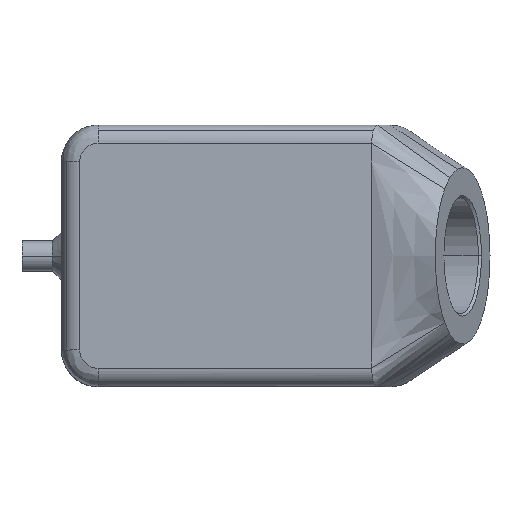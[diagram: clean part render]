
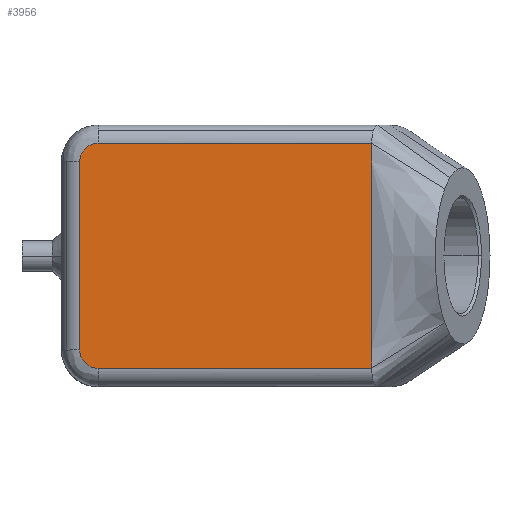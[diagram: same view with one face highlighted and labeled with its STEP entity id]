
A CAD part, top view. The second image highlights one B-rep face of the part: STEP entity #3956.
In plain terms, the highlighted planar face has unit normal (0, 0, 1).
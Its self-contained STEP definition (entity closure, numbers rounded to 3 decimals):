
#2593=CARTESIAN_POINT('',(-27.,-15.5,47.));
#2594=VERTEX_POINT('',#2593);
#2602=CARTESIAN_POINT('',(-27.,15.5,47.));
#2603=VERTEX_POINT('',#2602);
#2604=CARTESIAN_POINT('',(-27.,-15.5,47.));
#2605=DIRECTION('',(0.0,1.0,0.0));
#2606=VECTOR('',#2605,31.);
#2607=LINE('',#2604,#2606);
#2608=EDGE_CURVE('',#2594,#2603,#2607,.T.);
#3307=CARTESIAN_POINT('',(21.,18.5,47.));
#3308=VERTEX_POINT('',#3307);
#3376=CARTESIAN_POINT('',(21.,15.41,47.));
#3377=VERTEX_POINT('',#3376);
#3378=CARTESIAN_POINT('',(21.,15.41,47.));
#3379=DIRECTION('',(0.0,1.0,0.0));
#3380=VECTOR('',#3379,3.09);
#3381=LINE('',#3378,#3380);
#3382=EDGE_CURVE('',#3377,#3308,#3381,.T.);
#3384=CARTESIAN_POINT('',(21.,-15.41,47.));
#3385=VERTEX_POINT('',#3384);
#3386=CARTESIAN_POINT('',(21.,-15.41,47.));
#3387=DIRECTION('',(0.0,1.0,0.0));
#3388=VECTOR('',#3387,30.82);
#3389=LINE('',#3386,#3388);
#3390=EDGE_CURVE('',#3385,#3377,#3389,.T.);
#3392=CARTESIAN_POINT('',(21.,-18.5,47.));
#3393=VERTEX_POINT('',#3392);
#3394=CARTESIAN_POINT('',(21.,-18.5,47.));
#3395=DIRECTION('',(0.0,1.0,0.0));
#3396=VECTOR('',#3395,3.09);
#3397=LINE('',#3394,#3396);
#3398=EDGE_CURVE('',#3393,#3385,#3397,.T.);
#3715=CARTESIAN_POINT('',(-24.,-18.5,47.));
#3716=VERTEX_POINT('',#3715);
#3717=CARTESIAN_POINT('',(21.,-18.5,47.));
#3718=DIRECTION('',(-1.0,0.0,0.0));
#3719=VECTOR('',#3718,45.0);
#3720=LINE('',#3717,#3719);
#3721=EDGE_CURVE('',#3393,#3716,#3720,.T.);
#3806=CARTESIAN_POINT('',(-24.,-15.5,47.));
#3807=DIRECTION('',(0.0,0.0,-1.));
#3808=DIRECTION('',(-0.707,-0.707,0.0));
#3809=AXIS2_PLACEMENT_3D('',#3806,#3807,#3808);
#3810=CIRCLE('',#3809,3.0);
#3811=EDGE_CURVE('',#3716,#2594,#3810,.T.);
#3894=CARTESIAN_POINT('',(-24.,18.5,47.));
#3895=VERTEX_POINT('',#3894);
#3914=CARTESIAN_POINT('',(-24.,15.5,47.));
#3915=DIRECTION('',(0.0,0.0,-1.));
#3916=DIRECTION('',(-0.707,0.707,0.0));
#3917=AXIS2_PLACEMENT_3D('',#3914,#3915,#3916);
#3918=CIRCLE('',#3917,3.0);
#3919=EDGE_CURVE('',#2603,#3895,#3918,.T.);
#3931=CARTESIAN_POINT('',(-24.,18.5,47.));
#3932=DIRECTION('',(1.0,0.0,0.0));
#3933=VECTOR('',#3932,45.0);
#3934=LINE('',#3931,#3933);
#3935=EDGE_CURVE('',#3895,#3308,#3934,.T.);
#3941=CARTESIAN_POINT('',(21.,0.0,47.));
#3942=DIRECTION('',(0.0,0.0,1.0));
#3943=DIRECTION('',(1.0,0.0,0.0));
#3944=AXIS2_PLACEMENT_3D('',#3941,#3942,#3943);
#3945=PLANE('',#3944);
#3946=ORIENTED_EDGE('',*,*,#3935,.F.);
#3947=ORIENTED_EDGE('',*,*,#3919,.F.);
#3948=ORIENTED_EDGE('',*,*,#2608,.F.);
#3949=ORIENTED_EDGE('',*,*,#3811,.F.);
#3950=ORIENTED_EDGE('',*,*,#3721,.F.);
#3951=ORIENTED_EDGE('',*,*,#3398,.T.);
#3952=ORIENTED_EDGE('',*,*,#3390,.T.);
#3953=ORIENTED_EDGE('',*,*,#3382,.T.);
#3954=EDGE_LOOP('',(#3946,#3947,#3948,#3949,#3950,#3951,#3952,#3953));
#3955=FACE_OUTER_BOUND('',#3954,.T.);
#3956=ADVANCED_FACE('',(#3955),#3945,.T.);
